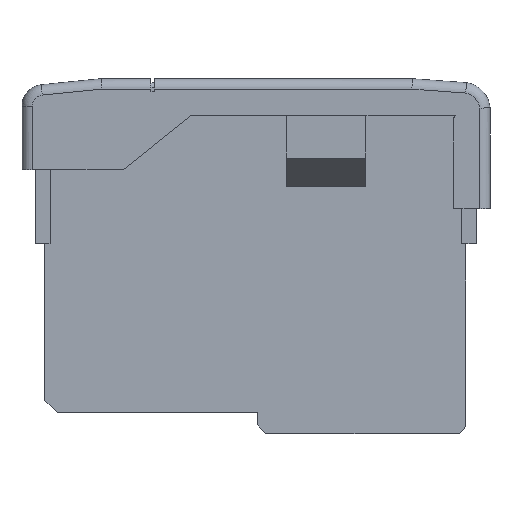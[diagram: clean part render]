
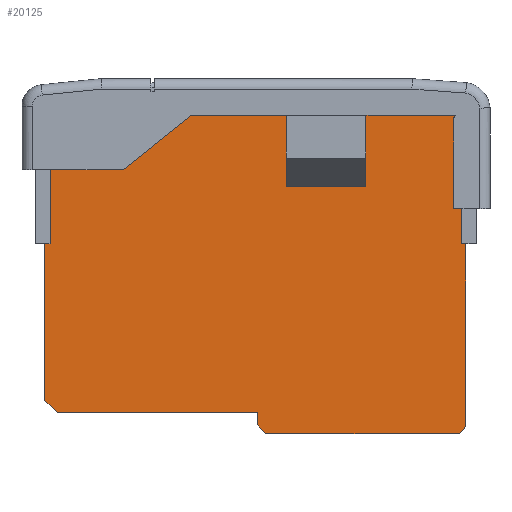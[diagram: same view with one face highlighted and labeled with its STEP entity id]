
A CAD part, left-side view. The second image highlights one B-rep face of the part: STEP entity #20125.
In plain terms, the highlighted planar face has unit normal (-1, 0, 0).
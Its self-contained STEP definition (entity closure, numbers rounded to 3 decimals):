
#1647 = EDGE_CURVE ( 'NONE', #1648, #19646, #7257, .T. ) ;
#1648 = VERTEX_POINT ( 'NONE', #7214 ) ;
#1665 = VERTEX_POINT ( 'NONE', #7629 ) ;
#1694 = EDGE_CURVE ( 'NONE', #1665, #19739, #7700, .T. ) ;
#1783 = EDGE_CURVE ( 'NONE', #19768, #1665, #8125, .T. ) ;
#1814 = EDGE_CURVE ( 'NONE', #1648, #19759, #8340, .T. ) ;
#7214 = CARTESIAN_POINT ( 'NONE',  ( 24.783, -35.086, -26.636 ) ) ;
#7215 = DIRECTION ( 'NONE',  ( 0., 0., 1. ) ) ;
#7216 = VECTOR ( 'NONE', #7215, 1000. ) ;
#7256 = CARTESIAN_POINT ( 'NONE',  ( 24.783, -35.086, -26.636 ) ) ;
#7257 = LINE ( 'NONE', #7256, #7216 ) ;
#7629 = CARTESIAN_POINT ( 'NONE',  ( 24.783, 44.089, -26.636 ) ) ;
#7680 = DIRECTION ( 'NONE',  ( 0., 0., 1. ) ) ;
#7681 = VECTOR ( 'NONE', #7680, 1000. ) ;
#7682 = CARTESIAN_POINT ( 'NONE',  ( 24.783, 44.089, -26.636 ) ) ;
#7700 = LINE ( 'NONE', #7682, #7681 ) ;
#8122 = VECTOR ( 'NONE', #8284, 1000. ) ;
#8123 = CARTESIAN_POINT ( 'NONE',  ( 24.783, 44.089, -26.636 ) ) ;
#8125 = LINE ( 'NONE', #8123, #8122 ) ;
#8284 = DIRECTION ( 'NONE',  ( 0., -1., 0. ) ) ;
#8335 = DIRECTION ( 'NONE',  ( 0., -1., 0. ) ) ;
#8337 = VECTOR ( 'NONE', #8335, 1000. ) ;
#8338 = CARTESIAN_POINT ( 'NONE',  ( 24.783, -35.086, -26.636 ) ) ;
#8340 = LINE ( 'NONE', #8338, #8337 ) ;
#10706 = CARTESIAN_POINT ( 'NONE',  ( 24.783, -35.086, 2.433 ) ) ;
#11104 = CARTESIAN_POINT ( 'NONE',  ( 24.783, 44.089, 1.255 ) ) ;
#11112 = CARTESIAN_POINT ( 'NONE',  ( 24.783, -35.904, -26.636 ) ) ;
#11144 = CARTESIAN_POINT ( 'NONE',  ( 24.783, 45.096, -26.636 ) ) ;
#13490 = CARTESIAN_POINT ( 'NONE',  ( 24.783, -34.584, -63.165 ) ) ;
#13722 = LINE ( 'NONE', #13797, #13977 ) ;
#13739 = DIRECTION ( 'NONE',  ( 0., 0., 1. ) ) ;
#13740 = VECTOR ( 'NONE', #13739, 1000. ) ;
#13741 = CARTESIAN_POINT ( 'NONE',  ( 24.783, 45.096, 1.169 ) ) ;
#13742 = LINE ( 'NONE', #13741, #13740 ) ;
#13759 = DIRECTION ( 'NONE',  ( 0., 1., 0. ) ) ;
#13760 = VECTOR ( 'NONE', #13759, 1000. ) ;
#13761 = CARTESIAN_POINT ( 'NONE',  ( 24.783, 2.566, -63.165 ) ) ;
#13762 = LINE ( 'NONE', #13761, #13760 ) ;
#13763 = CARTESIAN_POINT ( 'NONE',  ( 24.783, 2.566, -63.165 ) ) ;
#13764 = DIRECTION ( 'NONE',  ( 0., 0.664, 0.748 ) ) ;
#13765 = VECTOR ( 'NONE', #13764, 1000. ) ;
#13766 = CARTESIAN_POINT ( 'NONE',  ( 24.783, 4.096, -61.443 ) ) ;
#13767 = LINE ( 'NONE', #13766, #13765 ) ;
#13797 = CARTESIAN_POINT ( 'NONE',  ( 24.783, 4.096, -59.121 ) ) ;
#13806 = DIRECTION ( 'NONE',  ( 0., 0., 1. ) ) ;
#13807 = DIRECTION ( 'NONE',  ( -1., 0., 0. ) ) ;
#13808 = CARTESIAN_POINT ( 'NONE',  ( 24.783, 0.214, -99.249 ) ) ;
#13809 = AXIS2_PLACEMENT_3D ( 'NONE', #13808, #13807, #13806 ) ;
#13810 = PLANE ( 'NONE',  #13809 ) ;
#13826 = FACE_OUTER_BOUND ( 'NONE', #20148, .T. ) ;
#13830 = CARTESIAN_POINT ( 'NONE',  ( 24.783, 45.096, -56.775 ) ) ;
#13871 = DIRECTION ( 'NONE',  ( 0., 0., -1. ) ) ;
#13872 = VECTOR ( 'NONE', #13871, 1000. ) ;
#13873 = CARTESIAN_POINT ( 'NONE',  ( 24.783, -35.904, -61.796 ) ) ;
#13874 = LINE ( 'NONE', #13873, #13872 ) ;
#13875 = CARTESIAN_POINT ( 'NONE',  ( 24.783, 30.288, 2.433 ) ) ;
#13884 = CARTESIAN_POINT ( 'NONE',  ( 24.783, 4.096, -59.121 ) ) ;
#13885 = DIRECTION ( 'NONE',  ( 0., 1., 0. ) ) ;
#13886 = VECTOR ( 'NONE', #13885, 1000. ) ;
#13887 = CARTESIAN_POINT ( 'NONE',  ( 24.783, 42.616, -59.121 ) ) ;
#13888 = LINE ( 'NONE', #13887, #13886 ) ;
#13889 = CARTESIAN_POINT ( 'NONE',  ( 24.783, 42.616, -59.121 ) ) ;
#13890 = DIRECTION ( 'NONE',  ( 0., 0.726, 0.687 ) ) ;
#13891 = VECTOR ( 'NONE', #13890, 1000. ) ;
#13895 = CARTESIAN_POINT ( 'NONE',  ( 24.783, 45.096, -56.775 ) ) ;
#13896 = LINE ( 'NONE', #13895, #13891 ) ;
#13897 = DIRECTION ( 'NONE',  ( 0., 0.694, -0.72 ) ) ;
#13898 = VECTOR ( 'NONE', #13897, 1000. ) ;
#13899 = CARTESIAN_POINT ( 'NONE',  ( 24.783, -34.584, -63.165 ) ) ;
#13900 = LINE ( 'NONE', #13899, #13898 ) ;
#13971 = DIRECTION ( 'NONE',  ( 0., -1., 0. ) ) ;
#13972 = VECTOR ( 'NONE', #13971, 1000. ) ;
#13973 = CARTESIAN_POINT ( 'NONE',  ( 24.783, -35.904, 2.433 ) ) ;
#13974 = LINE ( 'NONE', #13973, #13972 ) ;
#13975 = VECTOR ( 'NONE', #14058, 1000. ) ;
#13977 = VECTOR ( 'NONE', #13982, 1000. ) ;
#13982 = DIRECTION ( 'NONE',  ( 0., 0., 1. ) ) ;
#14058 = DIRECTION ( 'NONE',  ( 0., -0.996, 0.085 ) ) ;
#14059 = CARTESIAN_POINT ( 'NONE',  ( 24.783, 45.096, 1.169 ) ) ;
#14060 = LINE ( 'NONE', #14059, #13975 ) ;
#14061 = CARTESIAN_POINT ( 'NONE',  ( 24.783, -35.904, -61.796 ) ) ;
#14070 = CARTESIAN_POINT ( 'NONE',  ( 24.783, 4.096, -61.443 ) ) ;
#19646 = VERTEX_POINT ( 'NONE', #10706 ) ;
#19739 = VERTEX_POINT ( 'NONE', #11104 ) ;
#19759 = VERTEX_POINT ( 'NONE', #11112 ) ;
#19768 = VERTEX_POINT ( 'NONE', #11144 ) ;
#20027 = VERTEX_POINT ( 'NONE', #13490 ) ;
#20111 = EDGE_CURVE ( 'NONE', #20112, #20155, #13767, .T. ) ;
#20112 = VERTEX_POINT ( 'NONE', #13763 ) ;
#20113 = ORIENTED_EDGE ( 'NONE', *, *, #20114, .F. ) ;
#20114 = EDGE_CURVE ( 'NONE', #20027, #20112, #13762, .T. ) ;
#20115 = ORIENTED_EDGE ( 'NONE', *, *, #20118, .F. ) ;
#20116 = ORIENTED_EDGE ( 'NONE', *, *, #1783, .F. ) ;
#20118 = EDGE_CURVE ( 'NONE', #20124, #19768, #13742, .T. ) ;
#20124 = VERTEX_POINT ( 'NONE', #13830 ) ;
#20125 = ADVANCED_FACE ( 'NONE', ( #13826 ), #13810, .T. ) ;
#20135 = ORIENTED_EDGE ( 'NONE', *, *, #1647, .T. ) ;
#20142 = VERTEX_POINT ( 'NONE', #13875 ) ;
#20143 = EDGE_CURVE ( 'NONE', #19759, #20210, #13874, .T. ) ;
#20144 = EDGE_CURVE ( 'NONE', #20210, #20027, #13900, .T. ) ;
#20145 = ORIENTED_EDGE ( 'NONE', *, *, #20146, .F. ) ;
#20146 = EDGE_CURVE ( 'NONE', #20147, #20124, #13896, .T. ) ;
#20147 = VERTEX_POINT ( 'NONE', #13889 ) ;
#20148 = EDGE_LOOP ( 'NONE', ( #20151, #20116, #20115, #20145, #20149, #20153, #20156, #20113, #20216, #20215, #20209, #20135, #20208, #20211 ) ) ;
#20149 = ORIENTED_EDGE ( 'NONE', *, *, #20150, .F. ) ;
#20150 = EDGE_CURVE ( 'NONE', #20152, #20147, #13888, .T. ) ;
#20151 = ORIENTED_EDGE ( 'NONE', *, *, #1694, .F. ) ;
#20152 = VERTEX_POINT ( 'NONE', #13884 ) ;
#20153 = ORIENTED_EDGE ( 'NONE', *, *, #20154, .F. ) ;
#20154 = EDGE_CURVE ( 'NONE', #20155, #20152, #13722, .T. ) ;
#20155 = VERTEX_POINT ( 'NONE', #14070 ) ;
#20156 = ORIENTED_EDGE ( 'NONE', *, *, #20111, .F. ) ;
#20208 = ORIENTED_EDGE ( 'NONE', *, *, #20214, .F. ) ;
#20209 = ORIENTED_EDGE ( 'NONE', *, *, #1814, .F. ) ;
#20210 = VERTEX_POINT ( 'NONE', #14061 ) ;
#20211 = ORIENTED_EDGE ( 'NONE', *, *, #20212, .F. ) ;
#20212 = EDGE_CURVE ( 'NONE', #19739, #20142, #14060, .T. ) ;
#20214 = EDGE_CURVE ( 'NONE', #20142, #19646, #13974, .T. ) ;
#20215 = ORIENTED_EDGE ( 'NONE', *, *, #20143, .F. ) ;
#20216 = ORIENTED_EDGE ( 'NONE', *, *, #20144, .F. ) ;
